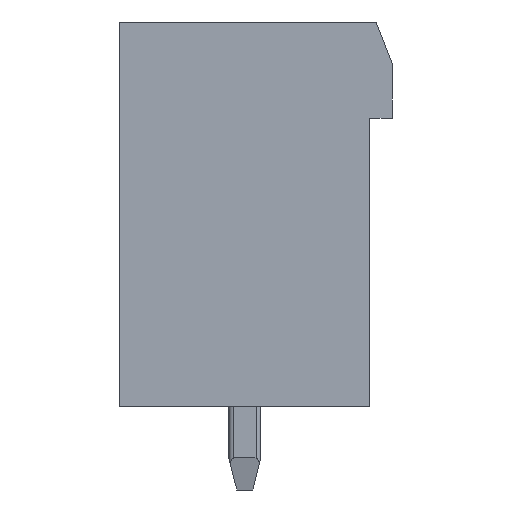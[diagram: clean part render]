
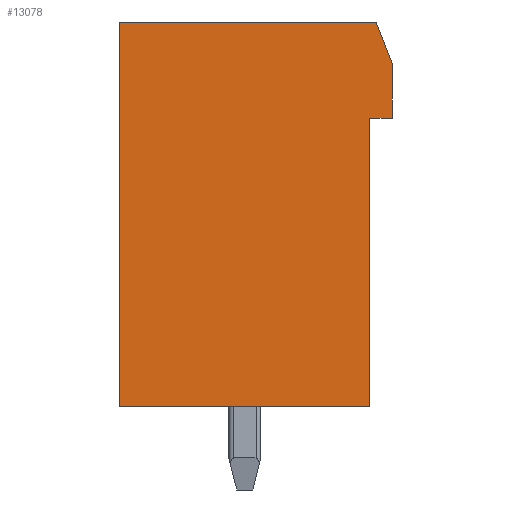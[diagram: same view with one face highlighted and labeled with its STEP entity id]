
A CAD part, left-side view. The second image highlights one B-rep face of the part: STEP entity #13078.
In plain terms, the highlighted planar face has unit normal (-1, 0, 0).
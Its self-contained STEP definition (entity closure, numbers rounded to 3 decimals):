
#3962=DIRECTION('',(0.,0.,1.));
#3963=VECTOR('',#3962,12.);
#3964=CARTESIAN_POINT('',(-17.78,3.9,-12.));
#3965=LINE('',#3964,#3963);
#3966=DIRECTION('',(0.,-1.,0.));
#3967=VECTOR('',#3966,8.);
#3968=CARTESIAN_POINT('',(-17.78,3.9,0.));
#3969=LINE('',#3968,#3967);
#3970=DIRECTION('',(0.,-0.359,-0.933));
#3971=VECTOR('',#3970,1.393);
#3972=CARTESIAN_POINT('',(-17.78,-4.1,0.));
#3973=LINE('',#3972,#3971);
#3974=DIRECTION('',(0.,0.,-1.));
#3975=VECTOR('',#3974,1.7);
#3976=CARTESIAN_POINT('',(-17.78,-4.6,-1.3));
#3977=LINE('',#3976,#3975);
#3978=DIRECTION('',(0.,1.,0.));
#3979=VECTOR('',#3978,0.7);
#3980=CARTESIAN_POINT('',(-17.78,-4.6,-3.));
#3981=LINE('',#3980,#3979);
#3982=DIRECTION('',(0.,0.,-1.));
#3983=VECTOR('',#3982,9.);
#3984=CARTESIAN_POINT('',(-17.78,-3.9,-3.));
#3985=LINE('',#3984,#3983);
#3986=DIRECTION('',(0.,1.,0.));
#3987=VECTOR('',#3986,7.8);
#3988=CARTESIAN_POINT('',(-17.78,-3.9,-12.));
#3989=LINE('',#3988,#3987);
#8223=CARTESIAN_POINT('',(-17.78,3.9,-12.));
#8224=CARTESIAN_POINT('',(-17.78,3.9,0.));
#8225=VERTEX_POINT('',#8223);
#8226=VERTEX_POINT('',#8224);
#8227=CARTESIAN_POINT('',(-17.78,-4.1,0.));
#8228=VERTEX_POINT('',#8227);
#8229=CARTESIAN_POINT('',(-17.78,-4.6,-1.3));
#8230=VERTEX_POINT('',#8229);
#8231=CARTESIAN_POINT('',(-17.78,-4.6,-3.));
#8232=VERTEX_POINT('',#8231);
#8233=CARTESIAN_POINT('',(-17.78,-3.9,-3.));
#8234=VERTEX_POINT('',#8233);
#8235=CARTESIAN_POINT('',(-17.78,-3.9,-12.));
#8236=VERTEX_POINT('',#8235);
#13064=CARTESIAN_POINT('',(-17.78,5.3,-15.5));
#13065=DIRECTION('',(-1.,0.,0.));
#13066=DIRECTION('',(0.,-1.,0.));
#13067=AXIS2_PLACEMENT_3D('',#13064,#13065,#13066);
#13068=PLANE('',#13067);
#13069=ORIENTED_EDGE('',*,*,#8455,.T.);
#13070=ORIENTED_EDGE('',*,*,#9221,.T.);
#13071=ORIENTED_EDGE('',*,*,#12303,.T.);
#13072=ORIENTED_EDGE('',*,*,#12513,.T.);
#13073=ORIENTED_EDGE('',*,*,#12548,.T.);
#13074=ORIENTED_EDGE('',*,*,#12569,.T.);
#13075=ORIENTED_EDGE('',*,*,#12589,.T.);
#13076=EDGE_LOOP('',(#13069,#13070,#13071,#13072,#13073,#13074,#13075));
#13077=FACE_OUTER_BOUND('',#13076,.F.);
#13078=ADVANCED_FACE('',(#13077),#13068,.T.);
#8455=EDGE_CURVE('',#8225,#8226,#3965,.T.);
#9221=EDGE_CURVE('',#8226,#8228,#3969,.T.);
#12303=EDGE_CURVE('',#8228,#8230,#3973,.T.);
#12513=EDGE_CURVE('',#8230,#8232,#3977,.T.);
#12548=EDGE_CURVE('',#8232,#8234,#3981,.T.);
#12569=EDGE_CURVE('',#8234,#8236,#3985,.T.);
#12589=EDGE_CURVE('',#8236,#8225,#3989,.T.);
